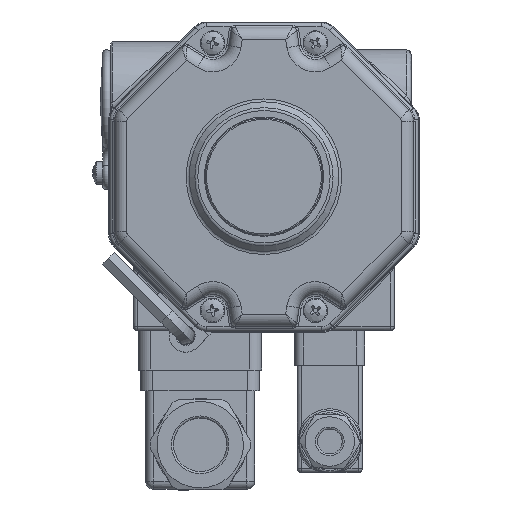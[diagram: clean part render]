
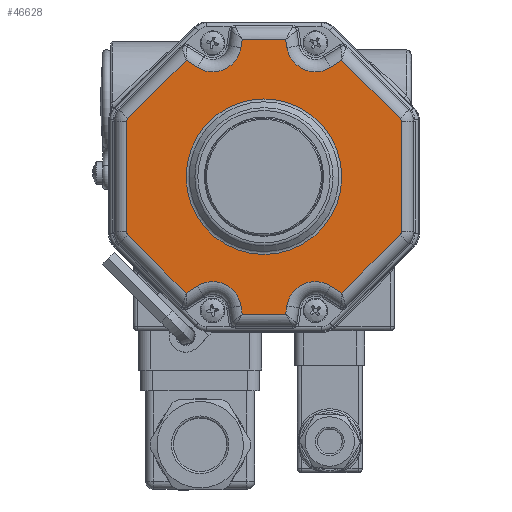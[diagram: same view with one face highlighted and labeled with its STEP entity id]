
A CAD part, top view. The second image highlights one B-rep face of the part: STEP entity #46628.
In plain terms, the highlighted face is planar.
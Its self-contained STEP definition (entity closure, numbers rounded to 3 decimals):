
#4369=LINE('',#80545,#6848);
#4372=LINE('',#80552,#6851);
#4373=LINE('',#80563,#6852);
#4376=LINE('',#80587,#6855);
#4377=LINE('',#80671,#6856);
#4380=LINE('',#80692,#6859);
#4381=LINE('',#80809,#6860);
#4384=LINE('',#80816,#6863);
#4385=LINE('',#80841,#6864);
#4388=LINE('',#80865,#6867);
#4389=LINE('',#80996,#6868);
#4392=LINE('',#81003,#6871);
#4393=LINE('',#81073,#6872);
#4396=LINE('',#81080,#6875);
#4397=LINE('',#81111,#6876);
#4400=LINE('',#81131,#6879);
#6848=VECTOR('',#61120,1000.);
#6851=VECTOR('',#61127,1000.);
#6852=VECTOR('',#61140,1000.);
#6855=VECTOR('',#61147,1000.);
#6856=VECTOR('',#61160,1000.);
#6859=VECTOR('',#61165,1000.);
#6860=VECTOR('',#61174,1000.);
#6863=VECTOR('',#61181,1000.);
#6864=VECTOR('',#61192,1000.);
#6867=VECTOR('',#61199,1000.);
#6868=VECTOR('',#61206,1000.);
#6871=VECTOR('',#61213,1000.);
#6872=VECTOR('',#61228,1000.);
#6875=VECTOR('',#61235,1000.);
#6876=VECTOR('',#61254,1000.);
#6879=VECTOR('',#61259,1000.);
#16262=ORIENTED_EDGE('',*,*,#22681,.T.);
#16263=ORIENTED_EDGE('',*,*,#22860,.T.);
#16264=ORIENTED_EDGE('',*,*,#22671,.T.);
#16265=ORIENTED_EDGE('',*,*,#22667,.T.);
#16266=ORIENTED_EDGE('',*,*,#22673,.T.);
#16267=ORIENTED_EDGE('',*,*,#22676,.T.);
#16268=ORIENTED_EDGE('',*,*,#22683,.T.);
#16269=ORIENTED_EDGE('',*,*,#22688,.T.);
#16270=ORIENTED_EDGE('',*,*,#22698,.T.);
#16271=ORIENTED_EDGE('',*,*,#22704,.T.);
#16272=ORIENTED_EDGE('',*,*,#22707,.T.);
#16273=ORIENTED_EDGE('',*,*,#22718,.T.);
#16274=ORIENTED_EDGE('',*,*,#22729,.T.);
#16275=ORIENTED_EDGE('',*,*,#22735,.T.);
#16276=ORIENTED_EDGE('',*,*,#22741,.T.);
#16277=ORIENTED_EDGE('',*,*,#22745,.T.);
#16278=ORIENTED_EDGE('',*,*,#22739,.T.);
#16279=ORIENTED_EDGE('',*,*,#22733,.T.);
#16280=ORIENTED_EDGE('',*,*,#22727,.T.);
#16281=ORIENTED_EDGE('',*,*,#22722,.T.);
#16282=ORIENTED_EDGE('',*,*,#22712,.T.);
#16283=ORIENTED_EDGE('',*,*,#22861,.T.);
#16284=ORIENTED_EDGE('',*,*,#22702,.T.);
#16285=ORIENTED_EDGE('',*,*,#22692,.T.);
#16286=ORIENTED_EDGE('',*,*,#22862,.T.);
#22667=EDGE_CURVE('',#26521,#26523,#4369,.T.);
#22671=EDGE_CURVE('',#26524,#26521,#4372,.T.);
#22673=EDGE_CURVE('',#26523,#26527,#29190,.T.);
#22676=EDGE_CURVE('',#26527,#26529,#4373,.T.);
#22681=EDGE_CURVE('',#26530,#26533,#4376,.T.);
#22683=EDGE_CURVE('',#26529,#26535,#29195,.T.);
#22688=EDGE_CURVE('',#26535,#26538,#4377,.T.);
#22692=EDGE_CURVE('',#26539,#26530,#4380,.T.);
#22698=EDGE_CURVE('',#26538,#26544,#4381,.T.);
#22702=EDGE_CURVE('',#26545,#26539,#4384,.T.);
#22704=EDGE_CURVE('',#26544,#26548,#29203,.T.);
#22707=EDGE_CURVE('',#26548,#26550,#4385,.T.);
#22712=EDGE_CURVE('',#26551,#26554,#4388,.T.);
#22718=EDGE_CURVE('',#26550,#26558,#4389,.T.);
#22722=EDGE_CURVE('',#26559,#26551,#4392,.T.);
#22727=EDGE_CURVE('',#26562,#26559,#29212,.T.);
#22729=EDGE_CURVE('',#26558,#26565,#4393,.T.);
#22733=EDGE_CURVE('',#26566,#26562,#4396,.T.);
#22735=EDGE_CURVE('',#26565,#26569,#29216,.T.);
#22739=EDGE_CURVE('',#26570,#26566,#29220,.T.);
#22741=EDGE_CURVE('',#26569,#26573,#4397,.T.);
#22745=EDGE_CURVE('',#26573,#26570,#4400,.T.);
#22860=EDGE_CURVE('',#26533,#26524,#29255,.T.);
#22861=EDGE_CURVE('',#26554,#26545,#29256,.T.);
#22862=EDGE_CURVE('',#26637,#26637,#29257,.T.);
#26521=VERTEX_POINT('',#80525);
#26523=VERTEX_POINT('',#80544);
#26524=VERTEX_POINT('',#80549);
#26527=VERTEX_POINT('',#80556);
#26529=VERTEX_POINT('',#80562);
#26530=VERTEX_POINT('',#80581);
#26533=VERTEX_POINT('',#80586);
#26535=VERTEX_POINT('',#80591);
#26538=VERTEX_POINT('',#80670);
#26539=VERTEX_POINT('',#80689);
#26544=VERTEX_POINT('',#80808);
#26545=VERTEX_POINT('',#80813);
#26548=VERTEX_POINT('',#80820);
#26550=VERTEX_POINT('',#80840);
#26551=VERTEX_POINT('',#80859);
#26554=VERTEX_POINT('',#80864);
#26558=VERTEX_POINT('',#80995);
#26559=VERTEX_POINT('',#81000);
#26562=VERTEX_POINT('',#81065);
#26565=VERTEX_POINT('',#81072);
#26566=VERTEX_POINT('',#81077);
#26569=VERTEX_POINT('',#81084);
#26570=VERTEX_POINT('',#81089);
#26573=VERTEX_POINT('',#81110);
#26637=VERTEX_POINT('',#81397);
#29190=CIRCLE('',#50864,1.);
#29195=CIRCLE('',#50872,1.);
#29203=CIRCLE('',#50885,7.);
#29212=CIRCLE('',#50899,1.);
#29216=CIRCLE('',#50906,7.);
#29220=CIRCLE('',#50911,1.);
#29255=CIRCLE('',#50998,7.);
#29256=CIRCLE('',#50999,7.);
#29257=CIRCLE('',#51000,18.914);
#31869=EDGE_LOOP('',(#16262,#16263,#16264,#16265,#16266,#16267,#16268,#16269,
#16270,#16271,#16272,#16273,#16274,#16275,#16276,#16277,#16278,#16279,#16280,
#16281,#16282,#16283,#16284,#16285));
#31870=EDGE_LOOP('',(#16286));
#34719=FACE_BOUND('',#31869,.T.);
#34720=FACE_BOUND('',#31870,.T.);
#35907=PLANE('',#50997);
#46628=ADVANCED_FACE('',(#34719,#34720),#35907,.T.);
#50864=AXIS2_PLACEMENT_3D('',#80557,#61132,#61133);
#50872=AXIS2_PLACEMENT_3D('',#80592,#61152,#61153);
#50885=AXIS2_PLACEMENT_3D('',#80821,#61186,#61187);
#50899=AXIS2_PLACEMENT_3D('',#81068,#61222,#61223);
#50906=AXIS2_PLACEMENT_3D('',#81085,#61240,#61241);
#50911=AXIS2_PLACEMENT_3D('',#81092,#61250,#61251);
#50997=AXIS2_PLACEMENT_3D('',#81393,#61506,#61507);
#50998=AXIS2_PLACEMENT_3D('',#81394,#61508,#61509);
#50999=AXIS2_PLACEMENT_3D('',#81395,#61510,#61511);
#51000=AXIS2_PLACEMENT_3D('',#81396,#61512,#61513);
#61120=DIRECTION('',(-0.707,0.,0.707));
#61127=DIRECTION('',(-0.844,0.,-0.536));
#61132=DIRECTION('',(0.,1.,0.));
#61133=DIRECTION('',(0.,0.,1.));
#61140=DIRECTION('',(0.,0.,1.));
#61147=DIRECTION('',(-0.156,0.,0.988));
#61152=DIRECTION('',(0.,1.,0.));
#61153=DIRECTION('',(0.,0.,1.));
#61160=DIRECTION('',(0.707,0.,0.707));
#61165=DIRECTION('',(-1.,0.,0.));
#61174=DIRECTION('',(0.844,0.,-0.536));
#61181=DIRECTION('',(-0.156,0.,-0.988));
#61186=DIRECTION('',(0.,-1.,0.));
#61187=DIRECTION('',(0.,0.,1.));
#61192=DIRECTION('',(0.156,0.,0.988));
#61199=DIRECTION('',(-0.844,0.,0.536));
#61206=DIRECTION('',(1.,0.,0.));
#61213=DIRECTION('',(-0.707,0.,-0.707));
#61222=DIRECTION('',(0.,1.,0.));
#61223=DIRECTION('',(0.,0.,1.));
#61228=DIRECTION('',(0.156,0.,-0.988));
#61235=DIRECTION('',(0.,0.,-1.));
#61240=DIRECTION('',(0.,-1.,0.));
#61241=DIRECTION('',(0.,0.,1.));
#61250=DIRECTION('',(0.,1.,0.));
#61251=DIRECTION('',(0.,0.,1.));
#61254=DIRECTION('',(0.844,0.,0.536));
#61259=DIRECTION('',(0.707,0.,-0.707));
#61506=DIRECTION('',(0.,1.,0.));
#61507=DIRECTION('',(0.,0.,1.));
#61508=DIRECTION('',(0.,-1.,0.));
#61509=DIRECTION('',(0.,0.,1.));
#61510=DIRECTION('',(0.,-1.,0.));
#61511=DIRECTION('',(0.,0.,1.));
#61512=DIRECTION('',(0.,-1.,0.));
#61513=DIRECTION('',(0.,0.,1.));
#80525=CARTESIAN_POINT('',(-18.939,26.,-28.296));
#80544=CARTESIAN_POINT('',(-33.107,26.,-14.128));
#80545=CARTESIAN_POINT('',(-33.107,26.,-14.128));
#80549=CARTESIAN_POINT('',(-16.251,26.,-26.59));
#80552=CARTESIAN_POINT('',(-20.292,26.,-29.154));
#80556=CARTESIAN_POINT('',(-33.4,26.,-13.421));
#80557=CARTESIAN_POINT('',(-32.4,26.,-13.421));
#80562=CARTESIAN_POINT('',(-33.4,26.,13.421));
#80563=CARTESIAN_POINT('',(-33.4,26.,13.421));
#80581=CARTESIAN_POINT('',(-5.27,26.,-33.4));
#80586=CARTESIAN_POINT('',(-5.586,26.,-31.405));
#80587=CARTESIAN_POINT('',(-10.302,26.,-1.632));
#80591=CARTESIAN_POINT('',(-33.107,26.,14.128));
#80592=CARTESIAN_POINT('',(-32.4,26.,13.421));
#80670=CARTESIAN_POINT('',(-18.939,26.,28.296));
#80671=CARTESIAN_POINT('',(-17.806,26.,29.429));
#80689=CARTESIAN_POINT('',(5.27,26.,-33.4));
#80692=CARTESIAN_POINT('',(-6.978,26.,-33.4));
#80808=CARTESIAN_POINT('',(-16.251,26.,26.59));
#80809=CARTESIAN_POINT('',(7.364,26.,11.603));
#80813=CARTESIAN_POINT('',(5.586,26.,-31.405));
#80816=CARTESIAN_POINT('',(5.003,26.,-35.087));
#80820=CARTESIAN_POINT('',(-5.586,26.,31.405));
#80821=CARTESIAN_POINT('',(-12.5,26.,32.5));
#80840=CARTESIAN_POINT('',(-5.27,26.,33.4));
#80841=CARTESIAN_POINT('',(-5.003,26.,35.087));
#80859=CARTESIAN_POINT('',(18.939,26.,-28.296));
#80864=CARTESIAN_POINT('',(16.251,26.,-26.59));
#80865=CARTESIAN_POINT('',(-7.364,26.,-11.603));
#80995=CARTESIAN_POINT('',(5.27,26.,33.4));
#80996=CARTESIAN_POINT('',(6.978,26.,33.4));
#81000=CARTESIAN_POINT('',(33.107,26.,-14.128));
#81003=CARTESIAN_POINT('',(17.806,26.,-29.429));
#81065=CARTESIAN_POINT('',(33.4,26.,-13.421));
#81068=CARTESIAN_POINT('',(32.4,26.,-13.421));
#81072=CARTESIAN_POINT('',(5.586,26.,31.405));
#81073=CARTESIAN_POINT('',(10.302,26.,1.632));
#81077=CARTESIAN_POINT('',(33.4,26.,13.421));
#81080=CARTESIAN_POINT('',(33.4,26.,-13.421));
#81084=CARTESIAN_POINT('',(16.251,26.,26.59));
#81085=CARTESIAN_POINT('',(12.5,26.,32.5));
#81089=CARTESIAN_POINT('',(33.107,26.,14.128));
#81092=CARTESIAN_POINT('',(32.4,26.,13.421));
#81110=CARTESIAN_POINT('',(18.939,26.,28.296));
#81111=CARTESIAN_POINT('',(20.292,26.,29.154));
#81131=CARTESIAN_POINT('',(33.107,26.,14.128));
#81393=CARTESIAN_POINT('',(0.,26.,0.));
#81394=CARTESIAN_POINT('',(-12.5,26.,-32.5));
#81395=CARTESIAN_POINT('',(12.5,26.,-32.5));
#81396=CARTESIAN_POINT('',(0.,26.,0.));
#81397=CARTESIAN_POINT('',(0.,26.,18.914));
